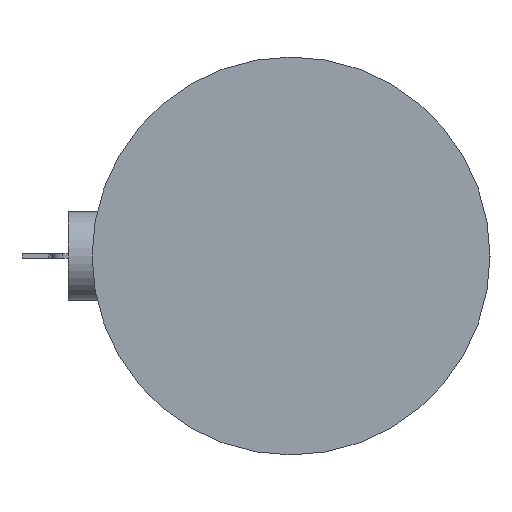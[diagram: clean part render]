
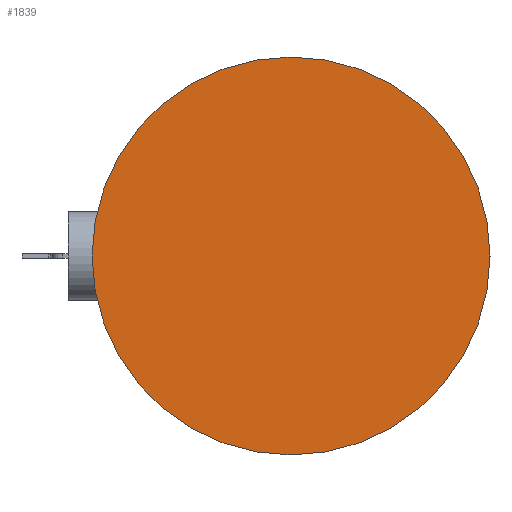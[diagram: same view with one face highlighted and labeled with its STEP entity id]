
A CAD part, left-side view. The second image highlights one B-rep face of the part: STEP entity #1839.
In plain terms, the highlighted planar face has unit normal (-1, 0, 0).
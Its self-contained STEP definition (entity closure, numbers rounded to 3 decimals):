
#121 = EDGE_CURVE ( 'NONE', #1871, #1358, #1506, .T. ) ;
#152 = AXIS2_PLACEMENT_3D ( 'NONE', #1364, #397, #888 ) ;
#177 = CARTESIAN_POINT ( 'NONE',  ( -6.005, 0., 0. ) ) ;
#397 = DIRECTION ( 'NONE',  ( -1., 0., 0. ) ) ;
#672 = DIRECTION ( 'NONE',  ( 0., 0., -1. ) ) ;
#838 = AXIS2_PLACEMENT_3D ( 'NONE', #1567, #952, #672 ) ;
#888 = DIRECTION ( 'NONE',  ( 0., 0., 1. ) ) ;
#952 = DIRECTION ( 'NONE',  ( 1., 0., 0. ) ) ;
#1167 = AXIS2_PLACEMENT_3D ( 'NONE', #177, #1334, #1226 ) ;
#1226 = DIRECTION ( 'NONE',  ( 0., 0., 1. ) ) ;
#1320 = EDGE_CURVE ( 'NONE', #1358, #1871, #2355, .T. ) ;
#1334 = DIRECTION ( 'NONE',  ( -1., 0., 0. ) ) ;
#1358 = VERTEX_POINT ( 'NONE', #1617 ) ;
#1364 = CARTESIAN_POINT ( 'NONE',  ( -6.005, 0., 0. ) ) ;
#1506 = CIRCLE ( 'NONE', #1167, 48. ) ;
#1510 = ORIENTED_EDGE ( 'NONE', *, *, #1320, .T. ) ;
#1567 = CARTESIAN_POINT ( 'NONE',  ( -6.005, 48., 0. ) ) ;
#1569 = ORIENTED_EDGE ( 'NONE', *, *, #121, .T. ) ;
#1617 = CARTESIAN_POINT ( 'NONE',  ( -6.005, 0., -48. ) ) ;
#1654 = CARTESIAN_POINT ( 'NONE',  ( -6.005, 0., 48. ) ) ;
#1839 = ADVANCED_FACE ( 'NONE', ( #2174 ), #2056, .F. ) ;
#1871 = VERTEX_POINT ( 'NONE', #1654 ) ;
#1959 = EDGE_LOOP ( 'NONE', ( #1569, #1510 ) ) ;
#2056 = PLANE ( 'NONE',  #838 ) ;
#2174 = FACE_OUTER_BOUND ( 'NONE', #1959, .T. ) ;
#2355 = CIRCLE ( 'NONE', #152, 48. ) ;
